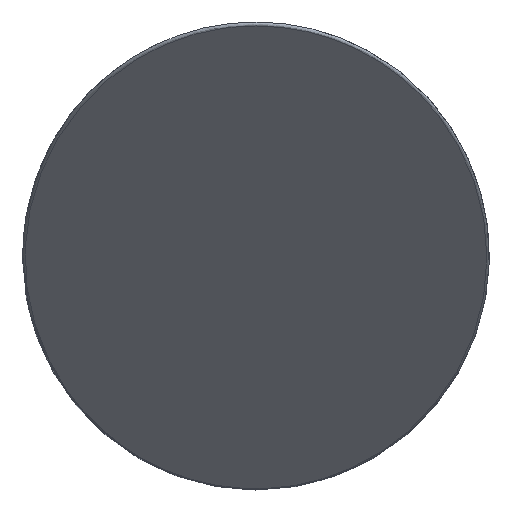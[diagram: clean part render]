
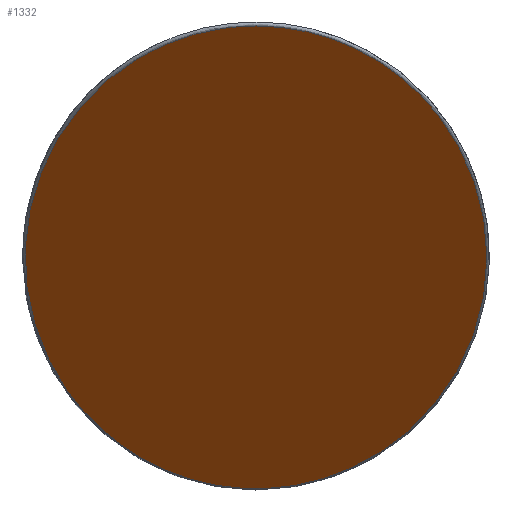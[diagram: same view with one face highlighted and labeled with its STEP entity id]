
A CAD part, top view. The second image highlights one B-rep face of the part: STEP entity #1332.
In plain terms, the highlighted planar face has unit normal (0, -0.707, 0.707).
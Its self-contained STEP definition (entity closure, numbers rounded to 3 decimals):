
#16=ELLIPSE('',#1421,28.001,19.8);
#20=PLANE('',#1424);
#94=FACE_OUTER_BOUND('',#166,.T.);
#166=EDGE_LOOP('',(#1186));
#573=VERTEX_POINT('',#6099);
#778=EDGE_CURVE('',#573,#573,#16,.T.);
#1186=ORIENTED_EDGE('',*,*,#778,.F.);
#1332=ADVANCED_FACE('',(#94),#20,.F.);
#1421=AXIS2_PLACEMENT_3D('',#6101,#1637,#1638);
#1424=AXIS2_PLACEMENT_3D('',#6105,#1643,#1644);
#1637=DIRECTION('center_axis',(0.,0.707,-0.707));
#1638=DIRECTION('ref_axis',(0.,-0.707,-0.707));
#1643=DIRECTION('center_axis',(0.,0.707,-0.707));
#1644=DIRECTION('ref_axis',(0.,0.707,0.707));
#6099=CARTESIAN_POINT('',(0.,19.659,69.659));
#6101=CARTESIAN_POINT('Origin',(0.,-0.141,49.859));
#6105=CARTESIAN_POINT('Origin',(0.,-20.,30.));
